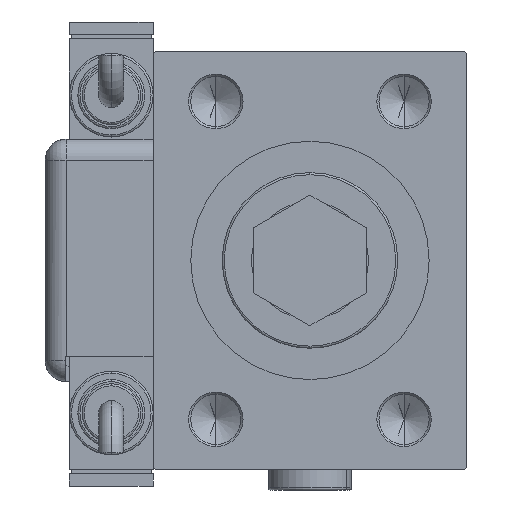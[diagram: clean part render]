
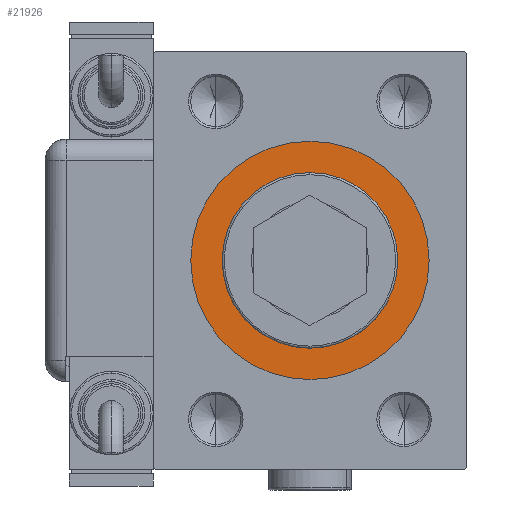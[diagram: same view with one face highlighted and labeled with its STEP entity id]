
A CAD part, left-side view. The second image highlights one B-rep face of the part: STEP entity #21926.
In plain terms, the highlighted face is planar.
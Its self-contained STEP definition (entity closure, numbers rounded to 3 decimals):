
#1151 = VERTEX_POINT ( 'NONE', #26389 ) ;
#1486 = EDGE_CURVE ( 'NONE', #59067, #18174, #49400, .T. ) ;
#3224 = AXIS2_PLACEMENT_3D ( 'NONE', #22296, #3272, #56475 ) ;
#3272 = DIRECTION ( 'NONE',  ( 1., 0., 0. ) ) ;
#4285 = FACE_BOUND ( 'NONE', #11113, .T. ) ;
#4321 = CIRCLE ( 'NONE', #37676, 21. ) ;
#6299 = EDGE_CURVE ( 'NONE', #13652, #1151, #51619, .T. ) ;
#11113 = EDGE_LOOP ( 'NONE', ( #15053, #33354 ) ) ;
#11752 = DIRECTION ( 'NONE',  ( 1., 0., 0. ) ) ;
#13652 = VERTEX_POINT ( 'NONE', #24833 ) ;
#15053 = ORIENTED_EDGE ( 'NONE', *, *, #1486, .F. ) ;
#18174 = VERTEX_POINT ( 'NONE', #27860 ) ;
#18238 = DIRECTION ( 'NONE',  ( 1., 0., 0. ) ) ;
#20631 = CARTESIAN_POINT ( 'NONE',  ( 167.2, 0., 21. ) ) ;
#21926 = ADVANCED_FACE ( 'NONE', ( #4285, #37219 ), #47987, .T. ) ;
#21951 = DIRECTION ( 'NONE',  ( 1., 0., 0. ) ) ;
#22216 = ORIENTED_EDGE ( 'NONE', *, *, #54829, .T. ) ;
#22296 = CARTESIAN_POINT ( 'NONE',  ( 167.2, 0., 0. ) ) ;
#24833 = CARTESIAN_POINT ( 'NONE',  ( 167.2, 0., 28.5 ) ) ;
#26389 = CARTESIAN_POINT ( 'NONE',  ( 167.2, 0., -28.5 ) ) ;
#27860 = CARTESIAN_POINT ( 'NONE',  ( 167.2, 0., -21. ) ) ;
#28039 = DIRECTION ( 'NONE',  ( 0., 0., -1. ) ) ;
#29655 = EDGE_CURVE ( 'NONE', #18174, #59067, #4321, .T. ) ;
#33154 = EDGE_LOOP ( 'NONE', ( #22216, #40089 ) ) ;
#33354 = ORIENTED_EDGE ( 'NONE', *, *, #29655, .F. ) ;
#33935 = CARTESIAN_POINT ( 'NONE',  ( 167.2, 0., 0. ) ) ;
#35876 = CARTESIAN_POINT ( 'NONE',  ( 167.2, 0., 0. ) ) ;
#36441 = CARTESIAN_POINT ( 'NONE',  ( 167.2, 0., 0. ) ) ;
#37219 = FACE_OUTER_BOUND ( 'NONE', #33154, .T. ) ;
#37676 = AXIS2_PLACEMENT_3D ( 'NONE', #35876, #21951, #41244 ) ;
#40089 = ORIENTED_EDGE ( 'NONE', *, *, #6299, .T. ) ;
#40251 = DIRECTION ( 'NONE',  ( 0., 0., -1. ) ) ;
#41244 = DIRECTION ( 'NONE',  ( 0., 0., -1. ) ) ;
#42632 = CIRCLE ( 'NONE', #3224, 28.5 ) ;
#45374 = AXIS2_PLACEMENT_3D ( 'NONE', #33935, #53252, #57394 ) ;
#47987 = PLANE ( 'NONE',  #61800 ) ;
#48582 = AXIS2_PLACEMENT_3D ( 'NONE', #36441, #11752, #40251 ) ;
#49400 = CIRCLE ( 'NONE', #45374, 21. ) ;
#51619 = CIRCLE ( 'NONE', #48582, 28.5 ) ;
#53252 = DIRECTION ( 'NONE',  ( 1., 0., 0. ) ) ;
#54829 = EDGE_CURVE ( 'NONE', #1151, #13652, #42632, .T. ) ;
#56475 = DIRECTION ( 'NONE',  ( 0., 0., -1. ) ) ;
#57394 = DIRECTION ( 'NONE',  ( 0., 0., -1. ) ) ;
#59067 = VERTEX_POINT ( 'NONE', #20631 ) ;
#61626 = CARTESIAN_POINT ( 'NONE',  ( 167.2, 0., 0. ) ) ;
#61800 = AXIS2_PLACEMENT_3D ( 'NONE', #61626, #18238, #28039 ) ;
